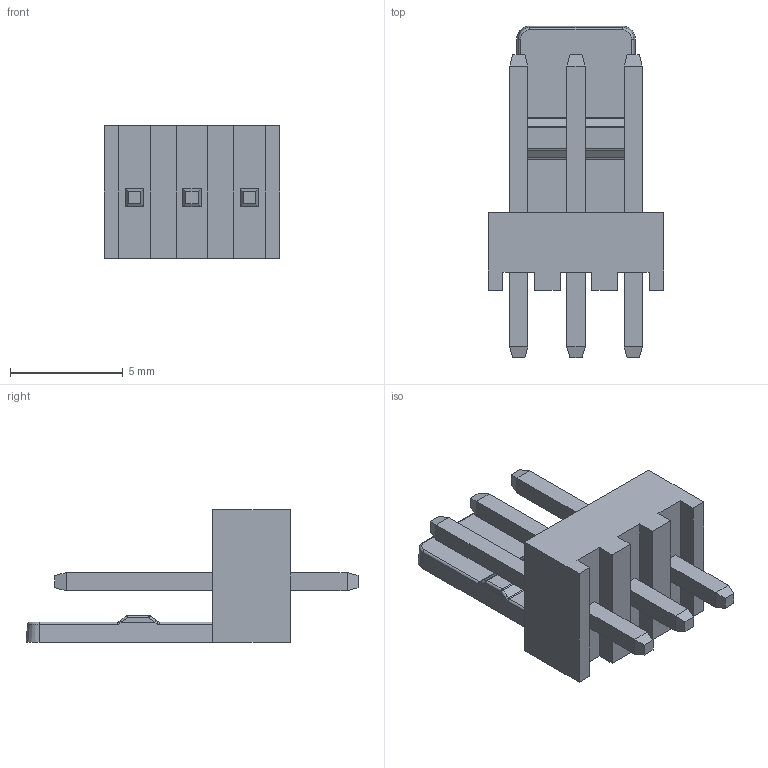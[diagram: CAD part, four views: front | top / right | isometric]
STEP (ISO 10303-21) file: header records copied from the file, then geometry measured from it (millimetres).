
FILE_DESCRIPTION (( 'STEP AP214' ), '1' );
FILE_NAME ('User Library-WF-3.STEP', '2014-11-25T16:43:32', ( 'Windows User' ), ( '' ), 'SwSTEP 2.0', 'SolidWorks 2015', '' );
FILE_SCHEMA (( 'AUTOMOTIVE_DESIGN' ));
Length unit declared in the file: millimetre
Products named in the file (1): User Library-WF-3
Bounding box: 7.8 x 14.73 x 5.9 mm (x, y, z)
Volume: 199.5 mm3; surface area: 410.5 mm2
Topology: 1 solids, 1 shells, 125 faces, 291 edges, 174 vertices
Faces by surface type: plane 94, cylinder 19, bspline 4, sphere 4, cone 2, torus 2
Entity records: 4874 total; most frequent: CARTESIAN_POINT 683, ORIENTED_EDGE 582, DIRECTION 551, EDGE_CURVE 291, LINE 243, VECTOR 243, VERTEX_POINT 174, AXIS2_PLACEMENT_3D 154
